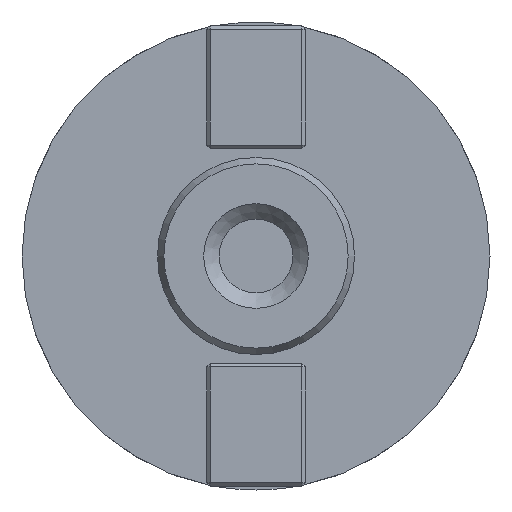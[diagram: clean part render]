
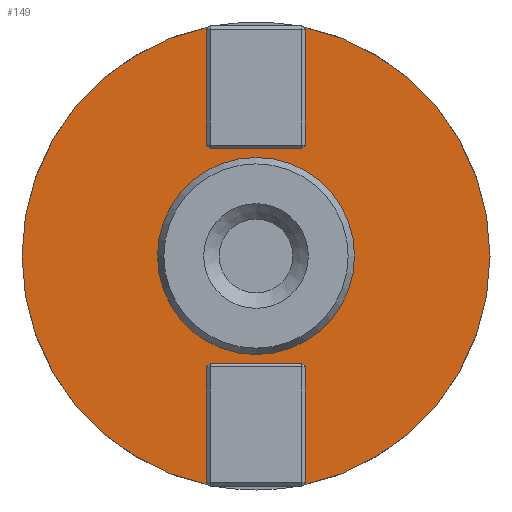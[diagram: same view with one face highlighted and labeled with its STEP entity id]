
A CAD part, left-side view. The second image highlights one B-rep face of the part: STEP entity #149.
In plain terms, the highlighted planar face has unit normal (-1, 0, 0).
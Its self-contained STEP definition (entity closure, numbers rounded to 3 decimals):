
#104=FACE_BOUND('',#366,.T.);
#105=FACE_BOUND('',#367,.T.);
#149=ADVANCED_FACE('',(#104,#105),#236,.F.);
#236=PLANE('',#1389);
#366=EDGE_LOOP('',(#710));
#367=EDGE_LOOP('',(#711,#712,#713,#714,#715,#716,#717,#718,#719,#720,#721,
#722,#723,#724,#725,#726));
#476=LINE('',#1891,#592);
#477=LINE('',#1893,#593);
#478=LINE('',#1895,#594);
#479=LINE('',#1897,#595);
#480=LINE('',#1899,#596);
#481=LINE('',#1901,#597);
#482=LINE('',#1903,#598);
#483=LINE('',#1907,#599);
#484=LINE('',#1909,#600);
#485=LINE('',#1911,#601);
#486=LINE('',#1913,#602);
#487=LINE('',#1915,#603);
#488=LINE('',#1917,#604);
#489=LINE('',#1919,#605);
#592=VECTOR('',#1524,1.);
#593=VECTOR('',#1525,1.);
#594=VECTOR('',#1526,1.);
#595=VECTOR('',#1527,1.);
#596=VECTOR('',#1528,1.);
#597=VECTOR('',#1529,1.);
#598=VECTOR('',#1530,1.);
#599=VECTOR('',#1533,1.);
#600=VECTOR('',#1534,1.);
#601=VECTOR('',#1535,1.);
#602=VECTOR('',#1536,1.);
#603=VECTOR('',#1537,1.);
#604=VECTOR('',#1538,1.);
#605=VECTOR('',#1539,1.);
#710=ORIENTED_EDGE('',*,*,#1177,.F.);
#711=ORIENTED_EDGE('',*,*,#1178,.T.);
#712=ORIENTED_EDGE('',*,*,#1179,.T.);
#713=ORIENTED_EDGE('',*,*,#1180,.T.);
#714=ORIENTED_EDGE('',*,*,#1181,.T.);
#715=ORIENTED_EDGE('',*,*,#1182,.T.);
#716=ORIENTED_EDGE('',*,*,#1183,.T.);
#717=ORIENTED_EDGE('',*,*,#1184,.T.);
#718=ORIENTED_EDGE('',*,*,#1185,.T.);
#719=ORIENTED_EDGE('',*,*,#1186,.T.);
#720=ORIENTED_EDGE('',*,*,#1187,.T.);
#721=ORIENTED_EDGE('',*,*,#1188,.T.);
#722=ORIENTED_EDGE('',*,*,#1189,.T.);
#723=ORIENTED_EDGE('',*,*,#1190,.T.);
#724=ORIENTED_EDGE('',*,*,#1191,.T.);
#725=ORIENTED_EDGE('',*,*,#1192,.T.);
#726=ORIENTED_EDGE('',*,*,#1193,.T.);
#1062=VERTEX_POINT('',#1887);
#1063=VERTEX_POINT('',#1889);
#1064=VERTEX_POINT('',#1890);
#1065=VERTEX_POINT('',#1892);
#1066=VERTEX_POINT('',#1894);
#1067=VERTEX_POINT('',#1896);
#1068=VERTEX_POINT('',#1898);
#1069=VERTEX_POINT('',#1900);
#1070=VERTEX_POINT('',#1902);
#1071=VERTEX_POINT('',#1904);
#1072=VERTEX_POINT('',#1906);
#1073=VERTEX_POINT('',#1908);
#1074=VERTEX_POINT('',#1910);
#1075=VERTEX_POINT('',#1912);
#1076=VERTEX_POINT('',#1914);
#1077=VERTEX_POINT('',#1916);
#1078=VERTEX_POINT('',#1918);
#1177=EDGE_CURVE('',#1062,#1062,#1351,.T.);
#1178=EDGE_CURVE('',#1063,#1064,#1352,.T.);
#1179=EDGE_CURVE('',#1064,#1065,#476,.T.);
#1180=EDGE_CURVE('',#1065,#1066,#477,.T.);
#1181=EDGE_CURVE('',#1066,#1067,#478,.T.);
#1182=EDGE_CURVE('',#1067,#1068,#479,.T.);
#1183=EDGE_CURVE('',#1068,#1069,#480,.T.);
#1184=EDGE_CURVE('',#1069,#1070,#481,.T.);
#1185=EDGE_CURVE('',#1070,#1071,#482,.T.);
#1186=EDGE_CURVE('',#1071,#1072,#1353,.T.);
#1187=EDGE_CURVE('',#1072,#1073,#483,.T.);
#1188=EDGE_CURVE('',#1073,#1074,#484,.T.);
#1189=EDGE_CURVE('',#1074,#1075,#485,.T.);
#1190=EDGE_CURVE('',#1075,#1076,#486,.T.);
#1191=EDGE_CURVE('',#1076,#1077,#487,.T.);
#1192=EDGE_CURVE('',#1077,#1078,#488,.T.);
#1193=EDGE_CURVE('',#1078,#1063,#489,.T.);
#1351=CIRCLE('',#1386,8.);
#1352=CIRCLE('',#1387,19.);
#1353=CIRCLE('',#1388,19.);
#1386=AXIS2_PLACEMENT_3D('',#1886,#1520,#1521);
#1387=AXIS2_PLACEMENT_3D('',#1888,#1522,#1523);
#1388=AXIS2_PLACEMENT_3D('',#1905,#1531,#1532);
#1389=AXIS2_PLACEMENT_3D('',#1920,#1540,#1541);
#1520=DIRECTION('',(-1.,0.,0.));
#1521=DIRECTION('',(0.,0.,-1.));
#1522=DIRECTION('',(-1.,0.,0.));
#1523=DIRECTION('',(0.,0.,-1.));
#1524=DIRECTION('',(0.,0.707,0.707));
#1525=DIRECTION('',(0.,0.,1.));
#1526=DIRECTION('',(0.,-0.707,0.707));
#1527=DIRECTION('',(0.,-1.,0.));
#1528=DIRECTION('',(0.,-0.707,-0.707));
#1529=DIRECTION('',(0.,0.,-1.));
#1530=DIRECTION('',(0.,0.707,-0.707));
#1531=DIRECTION('',(-1.,0.,0.));
#1532=DIRECTION('',(0.,0.,-1.));
#1533=DIRECTION('',(0.,-0.707,-0.707));
#1534=DIRECTION('',(0.,0.,-1.));
#1535=DIRECTION('',(0.,0.707,-0.707));
#1536=DIRECTION('',(0.,1.,0.));
#1537=DIRECTION('',(0.,0.707,0.707));
#1538=DIRECTION('',(0.,0.,1.));
#1539=DIRECTION('',(0.,-0.707,0.707));
#1540=DIRECTION('',(1.,0.,0.));
#1541=DIRECTION('',(0.,0.,-1.));
#1886=CARTESIAN_POINT('',(17.,0.,0.));
#1887=CARTESIAN_POINT('',(17.,0.,-8.));
#1888=CARTESIAN_POINT('',(17.,0.,0.));
#1889=CARTESIAN_POINT('',(17.,3.78,18.62));
#1890=CARTESIAN_POINT('',(17.,3.78,-18.62));
#1891=CARTESIAN_POINT('',(17.,15.918,-6.482));
#1892=CARTESIAN_POINT('',(17.,4.,-18.4));
#1893=CARTESIAN_POINT('',(17.,4.,0.));
#1894=CARTESIAN_POINT('',(17.,4.,-9.));
#1895=CARTESIAN_POINT('',(17.,2.218,-7.218));
#1896=CARTESIAN_POINT('',(17.,3.7,-8.7));
#1897=CARTESIAN_POINT('',(17.,9.435,-8.7));
#1898=CARTESIAN_POINT('',(17.,-3.7,-8.7));
#1899=CARTESIAN_POINT('',(17.,7.218,2.218));
#1900=CARTESIAN_POINT('',(17.,-4.,-9.));
#1901=CARTESIAN_POINT('',(17.,-4.,0.));
#1902=CARTESIAN_POINT('',(17.,-4.,-18.4));
#1903=CARTESIAN_POINT('',(17.,-6.482,-15.918));
#1904=CARTESIAN_POINT('',(17.,-3.78,-18.62));
#1905=CARTESIAN_POINT('',(17.,0.,0.));
#1906=CARTESIAN_POINT('',(17.,-3.78,18.62));
#1907=CARTESIAN_POINT('',(17.,-6.482,15.918));
#1908=CARTESIAN_POINT('',(17.,-4.,18.4));
#1909=CARTESIAN_POINT('',(17.,-4.,0.));
#1910=CARTESIAN_POINT('',(17.,-4.,9.));
#1911=CARTESIAN_POINT('',(17.,7.218,-2.218));
#1912=CARTESIAN_POINT('',(17.,-3.7,8.7));
#1913=CARTESIAN_POINT('',(17.,9.435,8.7));
#1914=CARTESIAN_POINT('',(17.,3.7,8.7));
#1915=CARTESIAN_POINT('',(17.,2.218,7.218));
#1916=CARTESIAN_POINT('',(17.,4.,9.));
#1917=CARTESIAN_POINT('',(17.,4.,0.));
#1918=CARTESIAN_POINT('',(17.,4.,18.4));
#1919=CARTESIAN_POINT('',(17.,15.918,6.482));
#1920=CARTESIAN_POINT('',(17.,9.435,0.));
